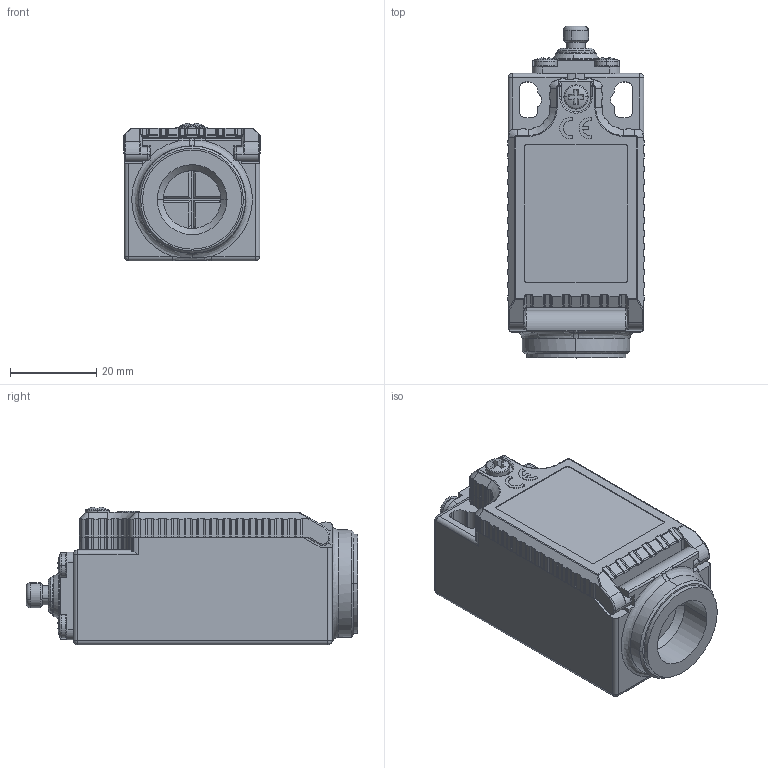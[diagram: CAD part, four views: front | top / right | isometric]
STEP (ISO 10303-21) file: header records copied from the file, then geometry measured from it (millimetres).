
FILE_DESCRIPTION (( 'STEP AP203' ), '1' );
FILE_NAME ('171-LSPS-Pin Plunger (step format).STEP', '2014-03-03T16:07:52', ( '' ), ( '' ), 'SwSTEP 2.0', 'SolidWorks 2013', '' );
FILE_SCHEMA (( 'CONFIG_CONTROL_DESIGN' ));
Products named in the file (1): 171-LSPS-Pin Plunger (step format)
Bounding box: 31.7 x 77 x 31.93 mm (x, y, z)
Volume: 25668.4 mm3; surface area: 25717.5 mm2
Topology: 12 solids, 12 shells, 2183 faces, 5918 edges, 3812 vertices
Faces by surface type: plane 972, cylinder 902, bspline 183, cone 91, torus 35
Entity records: 84946 total; most frequent: CARTESIAN_POINT 33285, ORIENTED_EDGE 11792, DIRECTION 9412, EDGE_CURVE 5896, VERTEX_POINT 3812, VECTOR 3408, LINE 3408, AXIS2_PLACEMENT_3D 3002
